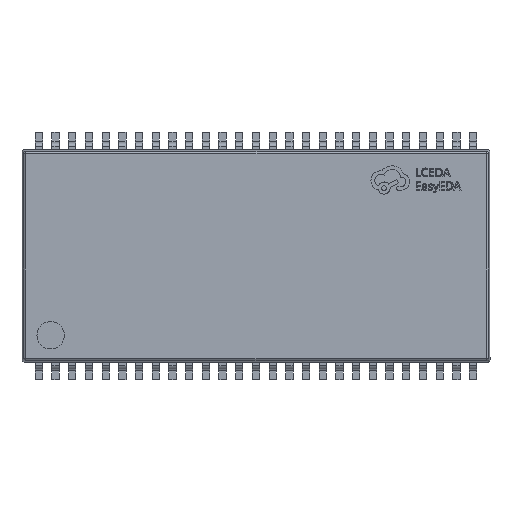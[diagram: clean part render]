
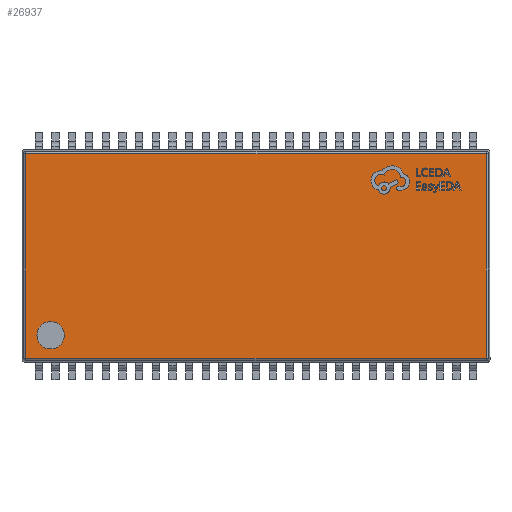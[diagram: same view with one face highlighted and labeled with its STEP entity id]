
A CAD part, top view. The second image highlights one B-rep face of the part: STEP entity #26937.
In plain terms, the highlighted planar face has unit normal (0, 0, 1).
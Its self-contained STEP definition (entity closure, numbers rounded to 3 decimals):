
#145 = LINE ( 'NONE', #364, #12800 ) ;
#364 = CARTESIAN_POINT ( 'NONE',  ( 0., -4.9, 1.2 ) ) ;
#2642 = FACE_BOUND ( 'NONE', #25257, .T. ) ;
#2799 = EDGE_CURVE ( 'NONE', #19405, #44032, #12059, .T. ) ;
#4528 = ORIENTED_EDGE ( 'NONE', *, *, #29611, .T. ) ;
#5314 = CARTESIAN_POINT ( 'NONE',  ( -9.836, -3.8, 1.2 ) ) ;
#5831 = FACE_OUTER_BOUND ( 'NONE', #39652, .T. ) ;
#6513 = CARTESIAN_POINT ( 'NONE',  ( 11.027, 0., 1.2 ) ) ;
#7749 = CIRCLE ( 'NONE', #17840, 0.654 ) ;
#7983 = VECTOR ( 'NONE', #23866, 1000. ) ;
#8933 = ORIENTED_EDGE ( 'NONE', *, *, #18265, .T. ) ;
#11943 = PLANE ( 'NONE',  #29349 ) ;
#12059 = LINE ( 'NONE', #25781, #35833 ) ;
#12088 = DIRECTION ( 'NONE',  ( 0., -1., 0. ) ) ;
#12800 = VECTOR ( 'NONE', #27868, 1000. ) ;
#13284 = CARTESIAN_POINT ( 'NONE',  ( 0., 0., 1.2 ) ) ;
#13980 = CARTESIAN_POINT ( 'NONE',  ( -9.836, -3.8, 1.2 ) ) ;
#14044 = CARTESIAN_POINT ( 'NONE',  ( 11.027, -4.9, 1.2 ) ) ;
#14551 = ORIENTED_EDGE ( 'NONE', *, *, #2799, .T. ) ;
#14852 = LINE ( 'NONE', #36185, #37316 ) ;
#14963 = VERTEX_POINT ( 'NONE', #22007 ) ;
#15855 = ORIENTED_EDGE ( 'NONE', *, *, #26321, .F. ) ;
#16707 = DIRECTION ( 'NONE',  ( 0., -1., 0. ) ) ;
#17840 = AXIS2_PLACEMENT_3D ( 'NONE', #5314, #22898, #12088 ) ;
#18265 = EDGE_CURVE ( 'NONE', #14963, #19405, #14852, .T. ) ;
#19249 = ORIENTED_EDGE ( 'NONE', *, *, #36892, .F. ) ;
#19405 = VERTEX_POINT ( 'NONE', #37163 ) ;
#22007 = CARTESIAN_POINT ( 'NONE',  ( 11.027, 4.9, 1.2 ) ) ;
#22898 = DIRECTION ( 'NONE',  ( 0., 0., 1. ) ) ;
#23866 = DIRECTION ( 'NONE',  ( 0., 1., 0. ) ) ;
#24275 = DIRECTION ( 'NONE',  ( 0., 0., 1. ) ) ;
#25257 = EDGE_LOOP ( 'NONE', ( #19249, #15855 ) ) ;
#25567 = DIRECTION ( 'NONE',  ( 0., -1., 0. ) ) ;
#25781 = CARTESIAN_POINT ( 'NONE',  ( -11.027, 0., 1.2 ) ) ;
#26321 = EDGE_CURVE ( 'NONE', #27677, #42545, #7749, .T. ) ;
#26937 = ADVANCED_FACE ( 'NONE', ( #2642, #5831 ), #11943, .T. ) ;
#27677 = VERTEX_POINT ( 'NONE', #30487 ) ;
#27868 = DIRECTION ( 'NONE',  ( 1., 0., 0. ) ) ;
#29349 = AXIS2_PLACEMENT_3D ( 'NONE', #13284, #24275, #38005 ) ;
#29611 = EDGE_CURVE ( 'NONE', #37916, #14963, #33968, .T. ) ;
#30487 = CARTESIAN_POINT ( 'NONE',  ( -9.836, -3.146, 1.2 ) ) ;
#33968 = LINE ( 'NONE', #6513, #7983 ) ;
#35007 = CARTESIAN_POINT ( 'NONE',  ( -9.836, -4.454, 1.2 ) ) ;
#35833 = VECTOR ( 'NONE', #25567, 1000. ) ;
#36185 = CARTESIAN_POINT ( 'NONE',  ( 0., 4.9, 1.2 ) ) ;
#36297 = CARTESIAN_POINT ( 'NONE',  ( -11.027, -4.9, 1.2 ) ) ;
#36644 = AXIS2_PLACEMENT_3D ( 'NONE', #13980, #37368, #16707 ) ;
#36892 = EDGE_CURVE ( 'NONE', #42545, #27677, #40258, .T. ) ;
#37163 = CARTESIAN_POINT ( 'NONE',  ( -11.027, 4.9, 1.2 ) ) ;
#37316 = VECTOR ( 'NONE', #43178, 1000. ) ;
#37368 = DIRECTION ( 'NONE',  ( 0., 0., 1. ) ) ;
#37916 = VERTEX_POINT ( 'NONE', #14044 ) ;
#38005 = DIRECTION ( 'NONE',  ( 0., -1., 0. ) ) ;
#38161 = EDGE_CURVE ( 'NONE', #44032, #37916, #145, .T. ) ;
#39652 = EDGE_LOOP ( 'NONE', ( #8933, #14551, #42030, #4528 ) ) ;
#40258 = CIRCLE ( 'NONE', #36644, 0.654 ) ;
#42030 = ORIENTED_EDGE ( 'NONE', *, *, #38161, .T. ) ;
#42545 = VERTEX_POINT ( 'NONE', #35007 ) ;
#43178 = DIRECTION ( 'NONE',  ( -1., 0., 0. ) ) ;
#44032 = VERTEX_POINT ( 'NONE', #36297 ) ;
